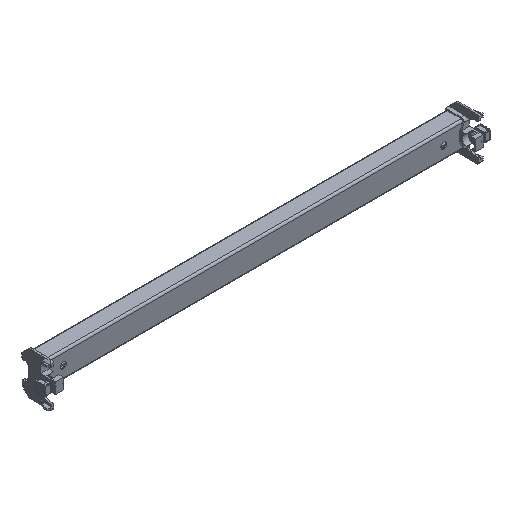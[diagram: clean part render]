
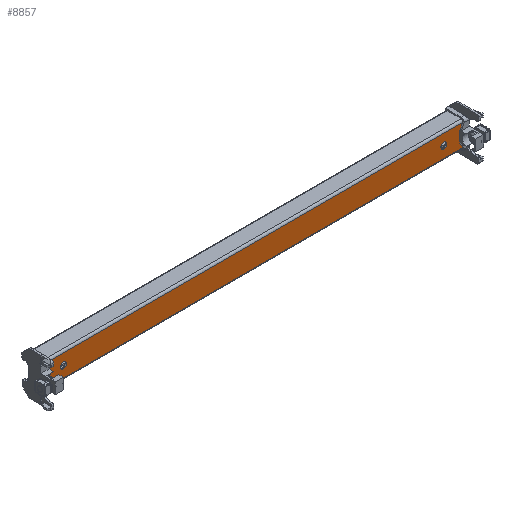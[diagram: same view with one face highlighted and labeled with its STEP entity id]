
A CAD part, isometric view. The second image highlights one B-rep face of the part: STEP entity #8857.
In plain terms, the highlighted planar face has unit normal (0, -1, 0).
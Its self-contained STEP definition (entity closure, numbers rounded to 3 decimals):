
#785 = EDGE_CURVE ( 'NONE', #5857, #5864, #3531, .T. ) ;
#786 = EDGE_CURVE ( 'NONE', #5845, #5864, #3529, .T. ) ;
#787 = EDGE_CURVE ( 'NONE', #5845, #5858, #3530, .T. ) ;
#788 = EDGE_CURVE ( 'NONE', #5857, #5858, #3525, .T. ) ;
#789 = EDGE_CURVE ( 'NONE', #5846, #5829, #3523, .T. ) ;
#790 = EDGE_CURVE ( 'NONE', #5842, #5844, #3521, .T. ) ;
#802 = EDGE_CURVE ( 'NONE', #5829, #5846, #3500, .T. ) ;
#1052 = AXIS2_PLACEMENT_3D ( 'NONE', #9396, #9395, #9393 ) ;
#1053 = AXIS2_PLACEMENT_3D ( 'NONE', #9390, #9389, #9388 ) ;
#1055 = AXIS2_PLACEMENT_3D ( 'NONE', #9350, #9349, #9348 ) ;
#1298 = FACE_BOUND ( 'NONE', #4099, .T. ) ;
#1301 = FACE_BOUND ( 'NONE', #3853, .T. ) ;
#2557 = CARTESIAN_POINT ( 'NONE',  ( 247.5, -1.5, 12.75 ) ) ;
#2558 = CARTESIAN_POINT ( 'NONE',  ( 221.5, -1.5, 3.5 ) ) ;
#2563 = CARTESIAN_POINT ( 'NONE',  ( 221.5, -1.5, -3.5 ) ) ;
#2572 = CARTESIAN_POINT ( 'NONE',  ( -247.5, -1.5, 12.75 ) ) ;
#2578 = CARTESIAN_POINT ( 'NONE',  ( 247.5, -1.5, -12.75 ) ) ;
#2581 = CARTESIAN_POINT ( 'NONE',  ( -247.5, -1.5, -12.75 ) ) ;
#2595 = CARTESIAN_POINT ( 'NONE',  ( -221.5, -1.5, -3.5 ) ) ;
#2757 = CARTESIAN_POINT ( 'NONE',  ( 247.5, -1.5, 15. ) ) ;
#2761 = DIRECTION ( 'NONE',  ( 0., 1., 0. ) ) ;
#2774 = PLANE ( 'NONE',  #4137 ) ;
#2941 = DIRECTION ( 'NONE',  ( 0., 0., 1. ) ) ;
#3253 = EDGE_CURVE ( 'NONE', #5844, #5842, #7369, .T. ) ;
#3500 = CIRCLE ( 'NONE', #1055, 3.5 ) ;
#3521 = CIRCLE ( 'NONE', #1053, 3.5 ) ;
#3522 = VECTOR ( 'NONE', #9403, 1000. ) ;
#3523 = CIRCLE ( 'NONE', #1052, 3.5 ) ;
#3524 = VECTOR ( 'NONE', #9406, 1000. ) ;
#3525 = LINE ( 'NONE', #9404, #3522 ) ;
#3526 = VECTOR ( 'NONE', #9407, 1000. ) ;
#3528 = VECTOR ( 'NONE', #9422, 1000. ) ;
#3529 = LINE ( 'NONE', #9410, #3526 ) ;
#3530 = LINE ( 'NONE', #9416, #3524 ) ;
#3531 = LINE ( 'NONE', #9414, #3528 ) ;
#3853 = EDGE_LOOP ( 'NONE', ( #7029, #7046 ) ) ;
#4040 = EDGE_LOOP ( 'NONE', ( #7022, #7151, #7026, #7044 ) ) ;
#4099 = EDGE_LOOP ( 'NONE', ( #7122, #7150 ) ) ;
#4137 = AXIS2_PLACEMENT_3D ( 'NONE', #2757, #2761, #2941 ) ;
#5196 = CARTESIAN_POINT ( 'NONE',  ( -221.5, -1.5, 3.5 ) ) ;
#5461 = AXIS2_PLACEMENT_3D ( 'NONE', #8506, #8504, #8503 ) ;
#5829 = VERTEX_POINT ( 'NONE', #5196 ) ;
#5842 = VERTEX_POINT ( 'NONE', #2563 ) ;
#5844 = VERTEX_POINT ( 'NONE', #2558 ) ;
#5845 = VERTEX_POINT ( 'NONE', #2557 ) ;
#5846 = VERTEX_POINT ( 'NONE', #2595 ) ;
#5857 = VERTEX_POINT ( 'NONE', #2581 ) ;
#5858 = VERTEX_POINT ( 'NONE', #2578 ) ;
#5864 = VERTEX_POINT ( 'NONE', #2572 ) ;
#7022 = ORIENTED_EDGE ( 'NONE', *, *, #788, .T. ) ;
#7026 = ORIENTED_EDGE ( 'NONE', *, *, #786, .T. ) ;
#7029 = ORIENTED_EDGE ( 'NONE', *, *, #802, .F. ) ;
#7044 = ORIENTED_EDGE ( 'NONE', *, *, #785, .F. ) ;
#7046 = ORIENTED_EDGE ( 'NONE', *, *, #789, .F. ) ;
#7122 = ORIENTED_EDGE ( 'NONE', *, *, #3253, .F. ) ;
#7150 = ORIENTED_EDGE ( 'NONE', *, *, #790, .F. ) ;
#7151 = ORIENTED_EDGE ( 'NONE', *, *, #787, .F. ) ;
#7369 = CIRCLE ( 'NONE', #5461, 3.5 ) ;
#8284 = FACE_OUTER_BOUND ( 'NONE', #4040, .T. ) ;
#8503 = DIRECTION ( 'NONE',  ( 0., 0., 1. ) ) ;
#8504 = DIRECTION ( 'NONE',  ( 0., -1., 0. ) ) ;
#8506 = CARTESIAN_POINT ( 'NONE',  ( 221.5, -1.5, 0. ) ) ;
#8857 = ADVANCED_FACE ( 'NONE', ( #1298, #1301, #8284 ), #2774, .F. ) ;
#9348 = DIRECTION ( 'NONE',  ( 0., 0., 1. ) ) ;
#9349 = DIRECTION ( 'NONE',  ( 0., -1., 0. ) ) ;
#9350 = CARTESIAN_POINT ( 'NONE',  ( -221.5, -1.5, 0. ) ) ;
#9388 = DIRECTION ( 'NONE',  ( 0., 0., 1. ) ) ;
#9389 = DIRECTION ( 'NONE',  ( 0., -1., 0. ) ) ;
#9390 = CARTESIAN_POINT ( 'NONE',  ( 221.5, -1.5, 0. ) ) ;
#9393 = DIRECTION ( 'NONE',  ( 0., 0., 1. ) ) ;
#9395 = DIRECTION ( 'NONE',  ( 0., -1., 0. ) ) ;
#9396 = CARTESIAN_POINT ( 'NONE',  ( -221.5, -1.5, 0. ) ) ;
#9403 = DIRECTION ( 'NONE',  ( 1., 0., 0. ) ) ;
#9404 = CARTESIAN_POINT ( 'NONE',  ( -247.5, -1.5, -12.75 ) ) ;
#9406 = DIRECTION ( 'NONE',  ( 0., 0., -1. ) ) ;
#9407 = DIRECTION ( 'NONE',  ( -1., 0., 0. ) ) ;
#9410 = CARTESIAN_POINT ( 'NONE',  ( 247.5, -1.5, 12.75 ) ) ;
#9414 = CARTESIAN_POINT ( 'NONE',  ( -247.5, -1.5, -15. ) ) ;
#9416 = CARTESIAN_POINT ( 'NONE',  ( 247.5, -1.5, -15. ) ) ;
#9422 = DIRECTION ( 'NONE',  ( 0., 0., 1. ) ) ;
